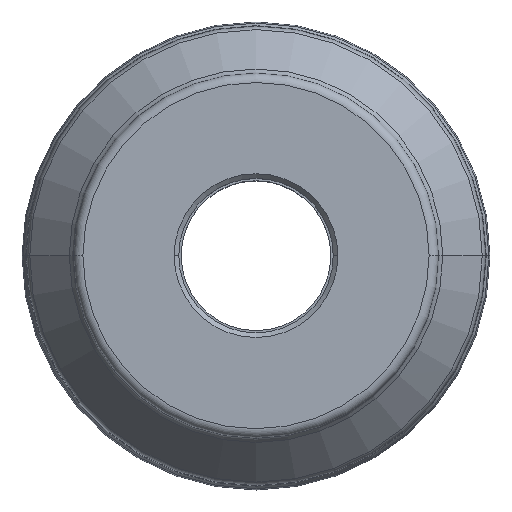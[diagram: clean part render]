
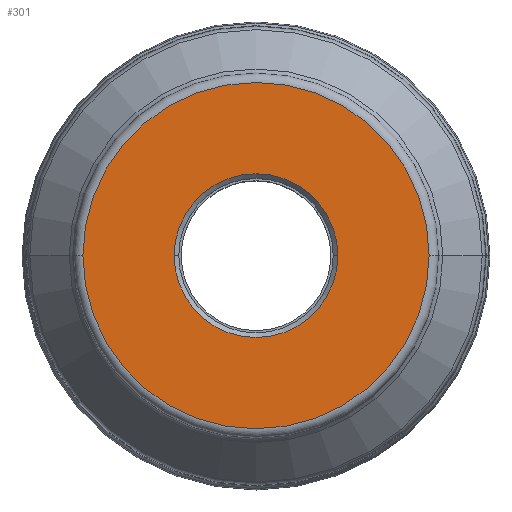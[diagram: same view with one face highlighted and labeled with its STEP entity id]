
A CAD part, top view. The second image highlights one B-rep face of the part: STEP entity #301.
In plain terms, the highlighted planar face has unit normal (0, 0, 1).
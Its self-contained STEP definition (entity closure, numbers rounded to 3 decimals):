
#30=PLANE('',#2755);
#37=FACE_BOUND('',#590,.T.);
#38=FACE_BOUND('',#591,.T.);
#301=ADVANCED_FACE('',(#37,#38),#30,.F.);
#590=EDGE_LOOP('',(#1093,#1094,#1095,#1096));
#591=EDGE_LOOP('',(#1097,#1098,#1099,#1100));
#1093=ORIENTED_EDGE('',*,*,#1706,.F.);
#1094=ORIENTED_EDGE('',*,*,#1710,.F.);
#1095=ORIENTED_EDGE('',*,*,#1709,.T.);
#1096=ORIENTED_EDGE('',*,*,#1707,.T.);
#1097=ORIENTED_EDGE('',*,*,#1711,.T.);
#1098=ORIENTED_EDGE('',*,*,#1712,.T.);
#1099=ORIENTED_EDGE('',*,*,#1713,.T.);
#1100=ORIENTED_EDGE('',*,*,#1714,.T.);
#1409=VERTEX_POINT('',#5573);
#1410=VERTEX_POINT('',#5575);
#1411=VERTEX_POINT('',#5577);
#1412=VERTEX_POINT('',#5581);
#1413=VERTEX_POINT('',#5585);
#1414=VERTEX_POINT('',#5586);
#1415=VERTEX_POINT('',#5588);
#1416=VERTEX_POINT('',#5590);
#1706=EDGE_CURVE('',#1409,#1410,#2081,.T.);
#1707=EDGE_CURVE('',#1411,#1410,#2082,.T.);
#1709=EDGE_CURVE('',#1412,#1411,#2084,.T.);
#1710=EDGE_CURVE('',#1412,#1409,#2085,.T.);
#1711=EDGE_CURVE('',#1413,#1414,#2086,.T.);
#1712=EDGE_CURVE('',#1414,#1415,#2087,.T.);
#1713=EDGE_CURVE('',#1415,#1416,#2088,.T.);
#1714=EDGE_CURVE('',#1416,#1413,#2089,.T.);
#2081=CIRCLE('',#2744,37.);
#2082=CIRCLE('',#2745,37.);
#2084=CIRCLE('',#2748,37.);
#2085=CIRCLE('',#2749,37.);
#2086=CIRCLE('',#2751,17.5);
#2087=CIRCLE('',#2752,17.5);
#2088=CIRCLE('',#2753,17.5);
#2089=CIRCLE('',#2754,17.5);
#2744=AXIS2_PLACEMENT_3D('',#5574,#3445,#3446);
#2745=AXIS2_PLACEMENT_3D('',#5576,#3447,#3448);
#2748=AXIS2_PLACEMENT_3D('',#5580,#3453,#3454);
#2749=AXIS2_PLACEMENT_3D('',#5582,#3455,#3456);
#2751=AXIS2_PLACEMENT_3D('',#5584,#3459,#3460);
#2752=AXIS2_PLACEMENT_3D('',#5587,#3461,#3462);
#2753=AXIS2_PLACEMENT_3D('',#5589,#3463,#3464);
#2754=AXIS2_PLACEMENT_3D('',#5591,#3465,#3466);
#2755=AXIS2_PLACEMENT_3D('',#5592,#3467,#3468);
#3445=DIRECTION('',(0.,0.,-1.));
#3446=DIRECTION('',(-1.,0.,0.));
#3447=DIRECTION('',(0.,0.,1.));
#3448=DIRECTION('',(1.,0.,0.));
#3453=DIRECTION('',(0.,0.,1.));
#3454=DIRECTION('',(1.,0.,0.));
#3455=DIRECTION('',(0.,0.,-1.));
#3456=DIRECTION('',(-1.,0.,0.));
#3459=DIRECTION('',(0.,0.,-1.));
#3460=DIRECTION('',(0.,-1.,0.));
#3461=DIRECTION('',(0.,0.,-1.));
#3462=DIRECTION('',(-1.,0.,0.));
#3463=DIRECTION('',(0.,0.,-1.));
#3464=DIRECTION('',(0.,1.,0.));
#3465=DIRECTION('',(0.,0.,-1.));
#3466=DIRECTION('',(1.,0.,0.));
#3467=DIRECTION('',(0.,0.,-1.));
#3468=DIRECTION('',(1.,0.,0.));
#5573=CARTESIAN_POINT('',(-37.,0.,0.));
#5574=CARTESIAN_POINT('',(0.,0.,0.));
#5575=CARTESIAN_POINT('',(-37.,0.021,0.));
#5576=CARTESIAN_POINT('',(0.,0.,0.));
#5577=CARTESIAN_POINT('',(37.,0.,0.));
#5580=CARTESIAN_POINT('',(0.,0.,0.));
#5581=CARTESIAN_POINT('',(37.,-0.021,0.));
#5582=CARTESIAN_POINT('',(0.,0.,0.));
#5584=CARTESIAN_POINT('',(0.,0.,0.));
#5585=CARTESIAN_POINT('',(0.,-17.5,0.));
#5586=CARTESIAN_POINT('',(-17.5,0.,0.));
#5587=CARTESIAN_POINT('',(0.,0.,0.));
#5588=CARTESIAN_POINT('',(0.,17.5,0.));
#5589=CARTESIAN_POINT('',(0.,0.,0.));
#5590=CARTESIAN_POINT('',(17.5,0.,0.));
#5591=CARTESIAN_POINT('',(0.,0.,0.));
#5592=CARTESIAN_POINT('',(0.,0.,0.));
